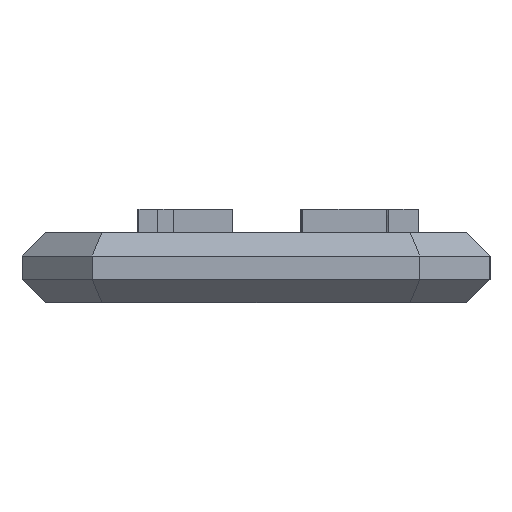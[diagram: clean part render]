
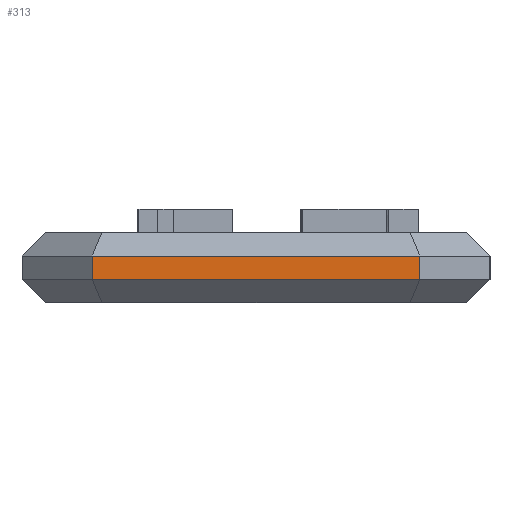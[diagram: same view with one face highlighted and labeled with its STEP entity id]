
A CAD part, left-side view. The second image highlights one B-rep face of the part: STEP entity #313.
In plain terms, the highlighted planar face has unit normal (-1, 0, 0).
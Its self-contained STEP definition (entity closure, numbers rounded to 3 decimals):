
#313=ADVANCED_FACE('',(#2195),#2197,.T.);
#2195=FACE_BOUND('',#2196,.T.);
#2196=EDGE_LOOP('',(#4619,#4620,#4621,#4622));
#2197=PLANE('',#2198);
#2198=AXIS2_PLACEMENT_3D('',#2199,#2200,#2201);
#2199=CARTESIAN_POINT('',(-30.,10.,0.));
#2200=DIRECTION('',(-1.,0.,0.));
#2201=DIRECTION('',(0.,-1.,0.));
#4619=ORIENTED_EDGE('',*,*,#5739,.T.);
#4620=ORIENTED_EDGE('',*,*,#6257,.T.);
#4621=ORIENTED_EDGE('',*,*,#5764,.F.);
#4622=ORIENTED_EDGE('',*,*,#6258,.F.);
#5739=EDGE_CURVE('',#7036,#7037,#7038,.T.);
#5764=EDGE_CURVE('',#7071,#7074,#7075,.T.);
#6257=EDGE_CURVE('',#7037,#7074,#7813,.T.);
#6258=EDGE_CURVE('',#7036,#7071,#7814,.T.);
#7036=VERTEX_POINT('',#9284);
#7037=VERTEX_POINT('',#9285);
#7038=LINE('',#9286,#9287);
#7071=VERTEX_POINT('',#9365);
#7074=VERTEX_POINT('',#9372);
#7075=LINE('',#9373,#9374);
#7813=LINE('',#11097,#11098);
#7814=LINE('',#11100,#11101);
#9284=CARTESIAN_POINT('',(-30.,7.,1.));
#9285=CARTESIAN_POINT('',(-30.,-7.,1.));
#9286=CARTESIAN_POINT('',(-30.,7.,1.));
#9287=VECTOR('',#9288,1.);
#9288=DIRECTION('',(0.,-1.,0.));
#9365=CARTESIAN_POINT('',(-30.,7.,2.));
#9372=CARTESIAN_POINT('',(-30.,-7.,2.));
#9373=CARTESIAN_POINT('',(-30.,7.,2.));
#9374=VECTOR('',#9375,1.);
#9375=DIRECTION('',(0.,-1.,0.));
#11097=CARTESIAN_POINT('',(-30.,-7.,1.));
#11098=VECTOR('',#11099,1.);
#11099=DIRECTION('',(0.,0.,1.));
#11100=CARTESIAN_POINT('',(-30.,7.,1.));
#11101=VECTOR('',#11102,1.);
#11102=DIRECTION('',(0.,0.,1.));
